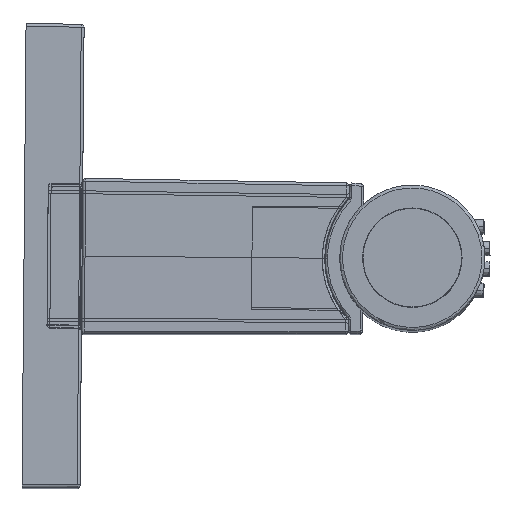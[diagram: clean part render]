
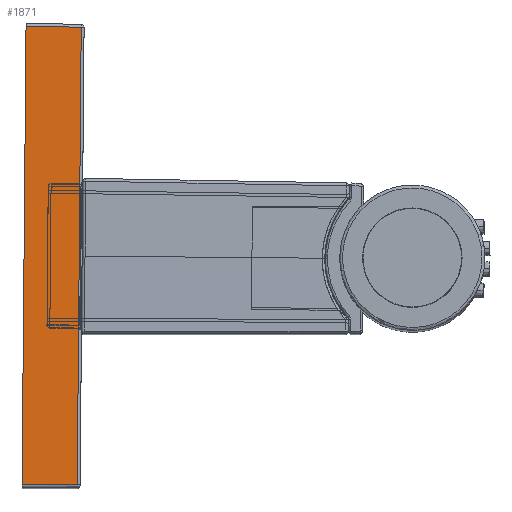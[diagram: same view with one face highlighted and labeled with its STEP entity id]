
A CAD part, top view. The second image highlights one B-rep face of the part: STEP entity #1871.
In plain terms, the highlighted planar face has unit normal (0.009, 0, 1).
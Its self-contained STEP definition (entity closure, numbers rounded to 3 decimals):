
#632=VECTOR('',#37652,78.834);
#673=VECTOR('',#38000,9.505);
#674=VECTOR('',#37658,79.);
#675=VECTOR('',#38002,9.505);
#979=LINE('',#34864,#632);
#1020=LINE('',#35207,#673);
#1021=LINE('',#35208,#674);
#1022=LINE('',#34865,#675);
#1871=ADVANCED_FACE('extract',(#2518),#16090,.T.);
#2518=FACE_OUTER_BOUND('',#10236,.T.);
#5574=ORIENTED_EDGE('',*,*,#7513,.F.);
#5575=ORIENTED_EDGE('',*,*,#7514,.F.);
#5576=ORIENTED_EDGE('',*,*,#7515,.F.);
#5577=ORIENTED_EDGE('',*,*,#7426,.F.);
#7426=EDGE_CURVE('1585',#9456,#9457,#979,.T.);
#7513=EDGE_CURVE('1016',#9512,#9456,#1020,.T.);
#7514=EDGE_CURVE('1003',#9513,#9512,#1021,.T.);
#7515=EDGE_CURVE('1015',#9457,#9513,#1022,.T.);
#9456=VERTEX_POINT('699',#34864);
#9457=VERTEX_POINT('698',#34865);
#9512=VERTEX_POINT('680',#35207);
#9513=VERTEX_POINT('679',#35208);
#10236=EDGE_LOOP('',(#5574,#5575,#5576,#5577));
#16090=PLANE('',#37429);
#34864=CARTESIAN_POINT('',(10.197,79.331,79.917));
#34865=CARTESIAN_POINT('',(9.509,0.5,79.917));
#35206=CARTESIAN_POINT('',(0.698,79.971,80.));
#35207=CARTESIAN_POINT('',(0.693,79.497,80.));
#35208=CARTESIAN_POINT('',(0.004,0.5,80.));
#37429=AXIS2_PLACEMENT_3D('',#35206,#37687,#37652);
#37652=DIRECTION('',(-0.009,-1.,0.));
#37658=DIRECTION('',(0.009,1.,0.));
#37687=DIRECTION('',(0.009,0.,1.));
#38000=DIRECTION('',(1.,-0.017,-0.009));
#38002=DIRECTION('',(-1.,0.,0.009));
